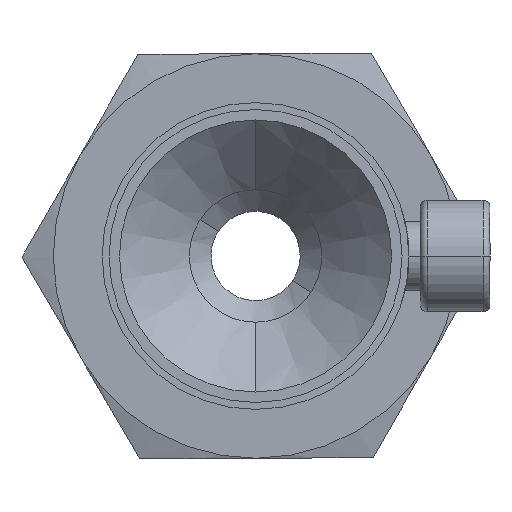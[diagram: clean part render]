
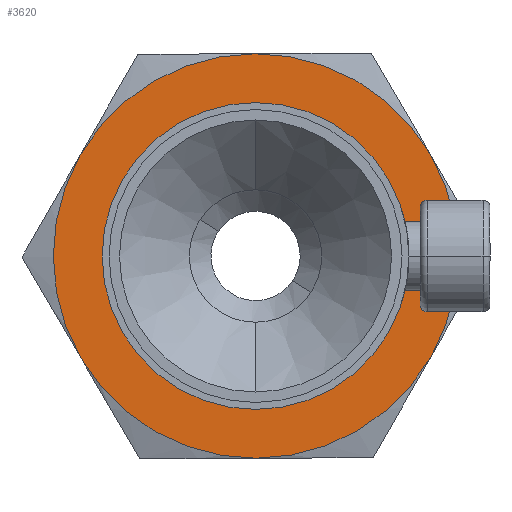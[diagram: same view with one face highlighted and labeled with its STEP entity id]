
A CAD part, left-side view. The second image highlights one B-rep face of the part: STEP entity #3620.
In plain terms, the highlighted face is planar.
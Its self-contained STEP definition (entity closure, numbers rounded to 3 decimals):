
#243 = CIRCLE ( 'NONE', #2119, 14.5 ) ;
#332 = CARTESIAN_POINT ( 'NONE',  ( 0., 0., 6.4 ) ) ;
#349 = DIRECTION ( 'NONE',  ( -1., 0., 0. ) ) ;
#355 = CIRCLE ( 'NONE', #4098, 14.5 ) ;
#357 = DIRECTION ( 'NONE',  ( 0., 0., 1. ) ) ;
#374 = CARTESIAN_POINT ( 'NONE',  ( 0., 0., 6.4 ) ) ;
#377 = FACE_OUTER_BOUND ( 'NONE', #3448, .T. ) ;
#400 = CARTESIAN_POINT ( 'NONE',  ( 7.25, 12.557, 6.4 ) ) ;
#411 = VERTEX_POINT ( 'NONE', #3933 ) ;
#542 = AXIS2_PLACEMENT_3D ( 'NONE', #374, #4060, #2936 ) ;
#639 = EDGE_CURVE ( 'NONE', #2222, #1153, #2782, .T. ) ;
#668 = AXIS2_PLACEMENT_3D ( 'NONE', #2619, #1746, #349 ) ;
#674 = DIRECTION ( 'NONE',  ( 0., 0., 1. ) ) ;
#750 = CARTESIAN_POINT ( 'NONE',  ( -14.5, 0., 6.4 ) ) ;
#777 = EDGE_CURVE ( 'NONE', #1247, #4110, #3594, .T. ) ;
#796 = EDGE_CURVE ( 'NONE', #1856, #4036, #243, .T. ) ;
#831 = ORIENTED_EDGE ( 'NONE', *, *, #4259, .T. ) ;
#1027 = ORIENTED_EDGE ( 'NONE', *, *, #796, .T. ) ;
#1063 = EDGE_CURVE ( 'NONE', #3811, #1247, #4494, .T. ) ;
#1066 = DIRECTION ( 'NONE',  ( 0., 0., 1. ) ) ;
#1151 = EDGE_CURVE ( 'NONE', #411, #1856, #355, .T. ) ;
#1153 = VERTEX_POINT ( 'NONE', #3487 ) ;
#1180 = DIRECTION ( 'NONE',  ( 0., 0., 1. ) ) ;
#1247 = VERTEX_POINT ( 'NONE', #2797 ) ;
#1273 = CIRCLE ( 'NONE', #4711, 14.5 ) ;
#1553 = DIRECTION ( 'NONE',  ( 1., 0., 0. ) ) ;
#1595 = DIRECTION ( 'NONE',  ( 0., 0., 1. ) ) ;
#1644 = DIRECTION ( 'NONE',  ( 0., 0., 1. ) ) ;
#1671 = DIRECTION ( 'NONE',  ( 1., 0., 0. ) ) ;
#1720 = AXIS2_PLACEMENT_3D ( 'NONE', #4447, #1180, #4549 ) ;
#1746 = DIRECTION ( 'NONE',  ( 0., 0., -1. ) ) ;
#1856 = VERTEX_POINT ( 'NONE', #3541 ) ;
#1864 = DIRECTION ( 'NONE',  ( 1., 0., 0. ) ) ;
#2068 = CARTESIAN_POINT ( 'NONE',  ( 0., 0., 6.4 ) ) ;
#2119 = AXIS2_PLACEMENT_3D ( 'NONE', #4211, #3844, #1553 ) ;
#2167 = EDGE_CURVE ( 'NONE', #4110, #411, #4379, .T. ) ;
#2222 = VERTEX_POINT ( 'NONE', #2553 ) ;
#2531 = DIRECTION ( 'NONE',  ( 1., 0., 0. ) ) ;
#2544 = ORIENTED_EDGE ( 'NONE', *, *, #1151, .T. ) ;
#2553 = CARTESIAN_POINT ( 'NONE',  ( 9.75, 0., 6.4 ) ) ;
#2619 = CARTESIAN_POINT ( 'NONE',  ( 0., 0., 6.4 ) ) ;
#2718 = ORIENTED_EDGE ( 'NONE', *, *, #2818, .T. ) ;
#2730 = CARTESIAN_POINT ( 'NONE',  ( 0., 0., 6.4 ) ) ;
#2782 = CIRCLE ( 'NONE', #668, 9.75 ) ;
#2797 = CARTESIAN_POINT ( 'NONE',  ( -7.25, 12.557, 6.4 ) ) ;
#2818 = EDGE_CURVE ( 'NONE', #1153, #2222, #4749, .T. ) ;
#2926 = CARTESIAN_POINT ( 'NONE',  ( 0., 0., 6.4 ) ) ;
#2936 = DIRECTION ( 'NONE',  ( -1., 0., 0. ) ) ;
#3115 = ORIENTED_EDGE ( 'NONE', *, *, #639, .T. ) ;
#3139 = AXIS2_PLACEMENT_3D ( 'NONE', #3290, #674, #2531 ) ;
#3177 = CARTESIAN_POINT ( 'NONE',  ( 14.5, 0., 6.4 ) ) ;
#3290 = CARTESIAN_POINT ( 'NONE',  ( 0., 0., 6.4 ) ) ;
#3330 = ORIENTED_EDGE ( 'NONE', *, *, #777, .T. ) ;
#3336 = FACE_BOUND ( 'NONE', #4807, .T. ) ;
#3448 = EDGE_LOOP ( 'NONE', ( #1027, #831, #3868, #3330, #4568, #2544 ) ) ;
#3487 = CARTESIAN_POINT ( 'NONE',  ( -9.75, 0., 6.4 ) ) ;
#3541 = CARTESIAN_POINT ( 'NONE',  ( 7.25, -12.557, 6.4 ) ) ;
#3594 = CIRCLE ( 'NONE', #1720, 14.5 ) ;
#3620 = ADVANCED_FACE ( 'NONE', ( #3336, #377 ), #3650, .T. ) ;
#3650 = PLANE ( 'NONE',  #3984 ) ;
#3777 = DIRECTION ( 'NONE',  ( 1., 0., 0. ) ) ;
#3811 = VERTEX_POINT ( 'NONE', #400 ) ;
#3844 = DIRECTION ( 'NONE',  ( 0., 0., 1. ) ) ;
#3868 = ORIENTED_EDGE ( 'NONE', *, *, #1063, .T. ) ;
#3880 = AXIS2_PLACEMENT_3D ( 'NONE', #2730, #1595, #4655 ) ;
#3933 = CARTESIAN_POINT ( 'NONE',  ( -7.25, -12.557, 6.4 ) ) ;
#3984 = AXIS2_PLACEMENT_3D ( 'NONE', #332, #357, #1864 ) ;
#4036 = VERTEX_POINT ( 'NONE', #3177 ) ;
#4060 = DIRECTION ( 'NONE',  ( 0., 0., -1. ) ) ;
#4098 = AXIS2_PLACEMENT_3D ( 'NONE', #2068, #1644, #1671 ) ;
#4110 = VERTEX_POINT ( 'NONE', #750 ) ;
#4211 = CARTESIAN_POINT ( 'NONE',  ( 0., 0., 6.4 ) ) ;
#4259 = EDGE_CURVE ( 'NONE', #4036, #3811, #1273, .T. ) ;
#4379 = CIRCLE ( 'NONE', #3139, 14.5 ) ;
#4447 = CARTESIAN_POINT ( 'NONE',  ( 0., 0., 6.4 ) ) ;
#4494 = CIRCLE ( 'NONE', #3880, 14.5 ) ;
#4549 = DIRECTION ( 'NONE',  ( 1., 0., 0. ) ) ;
#4568 = ORIENTED_EDGE ( 'NONE', *, *, #2167, .T. ) ;
#4655 = DIRECTION ( 'NONE',  ( 1., 0., 0. ) ) ;
#4711 = AXIS2_PLACEMENT_3D ( 'NONE', #2926, #1066, #3777 ) ;
#4749 = CIRCLE ( 'NONE', #542, 9.75 ) ;
#4807 = EDGE_LOOP ( 'NONE', ( #2718, #3115 ) ) ;
